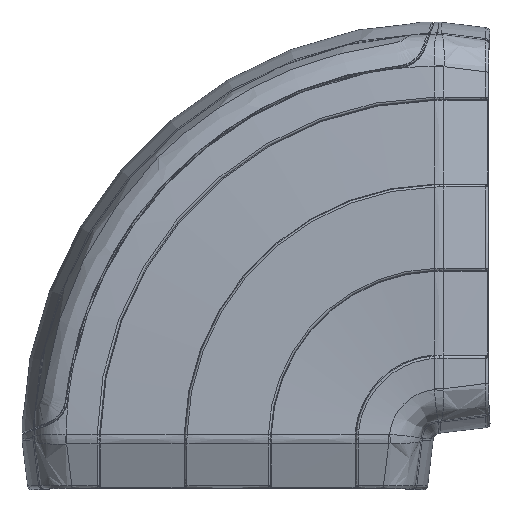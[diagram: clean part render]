
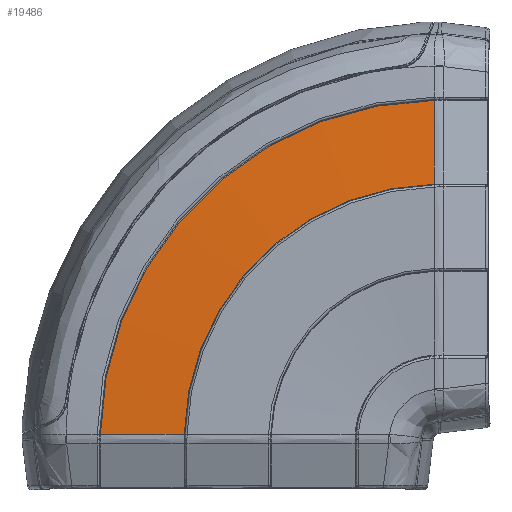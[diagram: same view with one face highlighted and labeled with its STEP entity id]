
A CAD part, front view. The second image highlights one B-rep face of the part: STEP entity #19486.
In plain terms, the highlighted toroidal (fillet/blend) face has major radius 40.729 mm and minor radius 242.294 mm.
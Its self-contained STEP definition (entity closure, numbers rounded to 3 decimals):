
#301 = CARTESIAN_POINT ( 'NONE',  ( -8.371, -27.649, 4.555 ) ) ;
#8003 = CIRCLE ( 'NONE', #58045, 65.231 ) ;
#9297 = CIRCLE ( 'NONE', #27340, 49.11 ) ;
#10724 = EDGE_CURVE ( 'NONE', #64793, #21080, #9297, .T. ) ;
#13378 = ORIENTED_EDGE ( 'NONE', *, *, #39856, .T. ) ;
#15008 = VERTEX_POINT ( 'NONE', #37887 ) ;
#16274 = CARTESIAN_POINT ( 'NONE',  ( 39.772, -27.173, 62.718 ) ) ;
#19294 = B_SPLINE_CURVE_WITH_KNOTS ( 'NONE', 3,
 ( #47783, #53317, #16274, #48997 ),
 .UNSPECIFIED., .F., .F.,
 ( 4, 4 ),
 ( 0., 1. ),
 .UNSPECIFIED. ) ;
#19486 = ADVANCED_FACE ( 'NONE', ( #49643 ), #69214, .T. ) ;
#20075 = CARTESIAN_POINT ( 'NONE',  ( -8.371, -27.649, 4.555 ) ) ;
#20109 = ORIENTED_EDGE ( 'NONE', *, *, #34763, .T. ) ;
#20903 = B_SPLINE_CURVE_WITH_KNOTS ( 'NONE', 3,
 ( #22862, #39179, #44611, #301 ),
 .UNSPECIFIED., .F., .F.,
 ( 4, 4 ),
 ( 0., 1. ),
 .UNSPECIFIED. ) ;
#21080 = VERTEX_POINT ( 'NONE', #41132 ) ;
#22065 = VERTEX_POINT ( 'NONE', #22241 ) ;
#22241 = CARTESIAN_POINT ( 'NONE',  ( -24.495, -26.552, 4.558 ) ) ;
#22862 = CARTESIAN_POINT ( 'NONE',  ( -24.495, -26.552, 4.558 ) ) ;
#26215 = CARTESIAN_POINT ( 'NONE',  ( 40.729, -27.649, 3.6 ) ) ;
#27340 = AXIS2_PLACEMENT_3D ( 'NONE', #26215, #48001, #64222 ) ;
#28893 = DIRECTION ( 'NONE',  ( 0., 0., -1. ) ) ;
#34763 = EDGE_CURVE ( 'NONE', #15008, #22065, #8003, .T. ) ;
#37887 = CARTESIAN_POINT ( 'NONE',  ( 39.771, -26.552, 68.824 ) ) ;
#39179 = CARTESIAN_POINT ( 'NONE',  ( -18.389, -27.173, 4.557 ) ) ;
#39856 = EDGE_CURVE ( 'NONE', #21080, #15008, #19294, .T. ) ;
#40232 = DIRECTION ( 'NONE',  ( 0., -1., 0. ) ) ;
#41132 = CARTESIAN_POINT ( 'NONE',  ( 39.774, -27.649, 52.7 ) ) ;
#41219 = ORIENTED_EDGE ( 'NONE', *, *, #62630, .T. ) ;
#44611 = CARTESIAN_POINT ( 'NONE',  ( -13.007, -27.489, 4.556 ) ) ;
#47783 = CARTESIAN_POINT ( 'NONE',  ( 39.774, -27.649, 52.7 ) ) ;
#48001 = DIRECTION ( 'NONE',  ( 0., 1., 0. ) ) ;
#48997 = CARTESIAN_POINT ( 'NONE',  ( 39.771, -26.552, 68.824 ) ) ;
#49643 = FACE_OUTER_BOUND ( 'NONE', #52088, .T. ) ;
#49815 = CARTESIAN_POINT ( 'NONE',  ( 40.729, 214.5, 3.6 ) ) ;
#52088 = EDGE_LOOP ( 'NONE', ( #41219, #68069, #13378, #20109 ) ) ;
#53317 = CARTESIAN_POINT ( 'NONE',  ( 39.773, -27.489, 57.336 ) ) ;
#55515 = DIRECTION ( 'NONE',  ( 0., -1., 0. ) ) ;
#57349 = AXIS2_PLACEMENT_3D ( 'NONE', #49815, #55515, #61008 ) ;
#58045 = AXIS2_PLACEMENT_3D ( 'NONE', #67369, #40232, #28893 ) ;
#61008 = DIRECTION ( 'NONE',  ( 0., 0., 1. ) ) ;
#62630 = EDGE_CURVE ( 'NONE', #22065, #64793, #20903, .T. ) ;
#64222 = DIRECTION ( 'NONE',  ( 0., 0., -1. ) ) ;
#64793 = VERTEX_POINT ( 'NONE', #20075 ) ;
#67369 = CARTESIAN_POINT ( 'NONE',  ( 40.729, -26.552, 3.6 ) ) ;
#68069 = ORIENTED_EDGE ( 'NONE', *, *, #10724, .T. ) ;
#69214 = TOROIDAL_SURFACE ( 'NONE', #57349, 40.729, 242.294 ) ;
